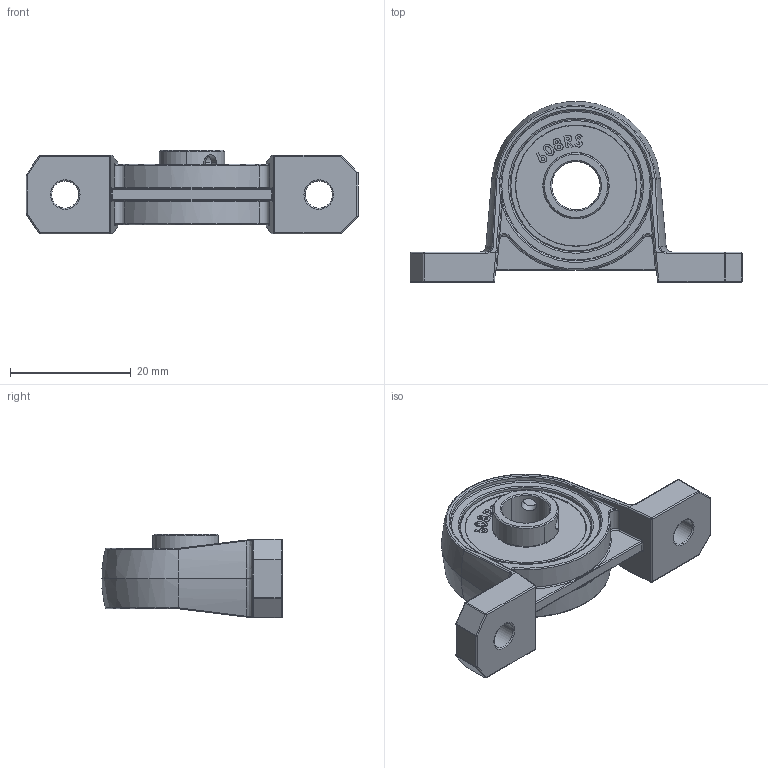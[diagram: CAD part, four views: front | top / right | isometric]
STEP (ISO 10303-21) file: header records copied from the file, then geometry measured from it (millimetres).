
FILE_DESCRIPTION (( 'STEP AP214' ), '1' );
FILE_NAME ('KP08.STEP', '2017-02-04T17:39:37', ( 'DronnnTM' ), ( '' ), 'SwSTEP 2.0', 'SolidWorks 2016', '' );
FILE_SCHEMA (( 'AUTOMOTIVE_DESIGN' ));
Length unit declared in the file: millimetre
Products named in the file (3): 608RS; KP08
Assembly tree (2 placements, depth 2):
  KP08
    KP08
    608RS
Bounding box: 55 x 29.95 x 13.85 mm (x, y, z)
Volume: 6345.6 mm3; surface area: 5054.7 mm2
Topology: 2 solids, 2 shells, 460 faces, 1121 edges, 656 vertices
Faces by surface type: bspline 168, cylinder 108, plane 96, sphere 38, torus 32, cone 18
Entity records: 22504 total; most frequent: CARTESIAN_POINT 11032, ORIENTED_EDGE 2174, DIRECTION 1638, EDGE_CURVE 1087, VERTEX_POINT 654, AXIS2_PLACEMENT_3D 614, EDGE_LOOP 495, FACE_OUTER_BOUND 460
